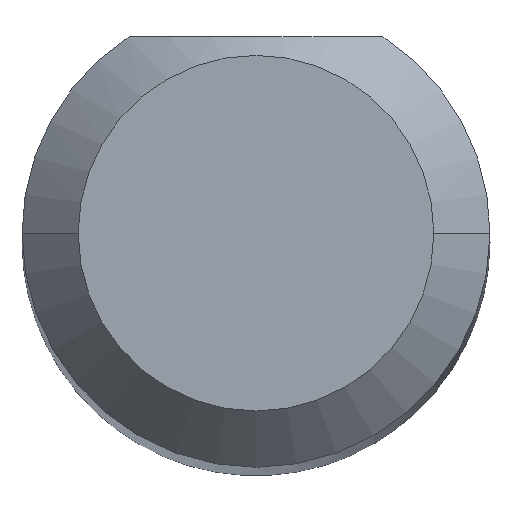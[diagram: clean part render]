
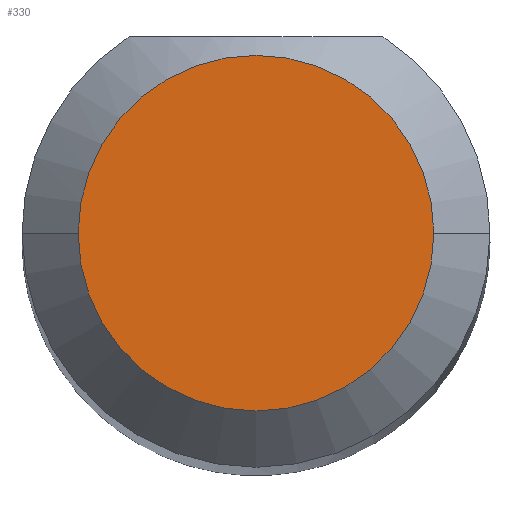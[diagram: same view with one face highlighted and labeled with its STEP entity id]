
A CAD part, top view. The second image highlights one B-rep face of the part: STEP entity #330.
In plain terms, the highlighted planar face has unit normal (0, 0, 1).
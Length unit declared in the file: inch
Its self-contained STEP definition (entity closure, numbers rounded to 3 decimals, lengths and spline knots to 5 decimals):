
#41 = VERTEX_POINT ( 'NONE', #216 ) ;
#50 = DIRECTION ( 'NONE',  ( 0., 0., 1. ) ) ;
#81 = EDGE_LOOP ( 'NONE', ( #185, #411 ) ) ;
#88 = EDGE_CURVE ( 'NONE', #41, #293, #91, .T. ) ;
#91 = CIRCLE ( 'NONE', #261, 0.0475 ) ;
#96 = PLANE ( 'NONE',  #452 ) ;
#174 = DIRECTION ( 'NONE',  ( 0., 0., 1. ) ) ;
#178 = DIRECTION ( 'NONE',  ( 1., 0., 0. ) ) ;
#185 = ORIENTED_EDGE ( 'NONE', *, *, #88, .T. ) ;
#204 = CARTESIAN_POINT ( 'NONE',  ( 0., 0., 1.5 ) ) ;
#210 = DIRECTION ( 'NONE',  ( 1., 0., 0. ) ) ;
#216 = CARTESIAN_POINT ( 'NONE',  ( -0.0475, 0., 1.5 ) ) ;
#250 = DIRECTION ( 'NONE',  ( 1., 0., 0. ) ) ;
#253 = CARTESIAN_POINT ( 'NONE',  ( 0.0475, 0., 1.5 ) ) ;
#261 = AXIS2_PLACEMENT_3D ( 'NONE', #628, #50, #210 ) ;
#293 = VERTEX_POINT ( 'NONE', #253 ) ;
#295 = FACE_OUTER_BOUND ( 'NONE', #81, .T. ) ;
#318 = CIRCLE ( 'NONE', #567, 0.0475 ) ;
#330 = ADVANCED_FACE ( 'NONE', ( #295 ), #96, .T. ) ;
#409 = DIRECTION ( 'NONE',  ( 0., 0., 1. ) ) ;
#411 = ORIENTED_EDGE ( 'NONE', *, *, #568, .T. ) ;
#452 = AXIS2_PLACEMENT_3D ( 'NONE', #204, #409, #250 ) ;
#567 = AXIS2_PLACEMENT_3D ( 'NONE', #589, #174, #178 ) ;
#568 = EDGE_CURVE ( 'NONE', #293, #41, #318, .T. ) ;
#589 = CARTESIAN_POINT ( 'NONE',  ( 0., 0., 1.5 ) ) ;
#628 = CARTESIAN_POINT ( 'NONE',  ( 0., 0., 1.5 ) ) ;
